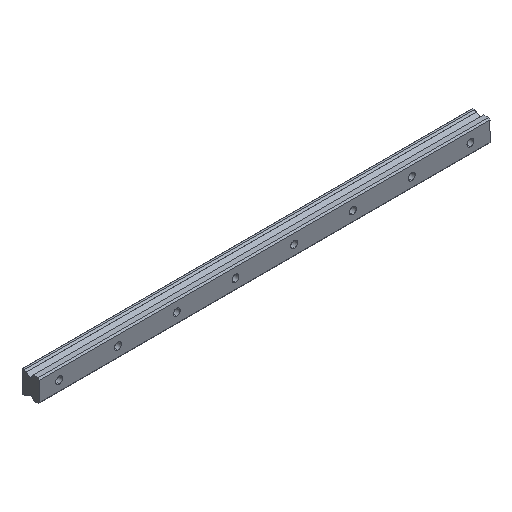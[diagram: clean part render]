
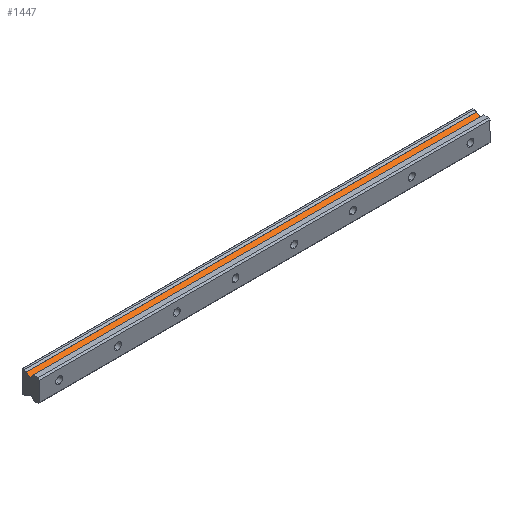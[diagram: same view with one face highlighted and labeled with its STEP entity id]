
A CAD part, isometric view. The second image highlights one B-rep face of the part: STEP entity #1447.
In plain terms, the highlighted planar face has unit normal (0, -0.499, 0.867).
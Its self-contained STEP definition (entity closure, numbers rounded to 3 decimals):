
#63 = VECTOR ( 'NONE', #1669, 1000. ) ;
#79 = FACE_OUTER_BOUND ( 'NONE', #600, .T. ) ;
#210 = CARTESIAN_POINT ( 'NONE',  ( 440., 9.514, 7.915 ) ) ;
#319 = DIRECTION ( 'NONE',  ( -1., 0., 0. ) ) ;
#327 = VERTEX_POINT ( 'NONE', #507 ) ;
#328 = VERTEX_POINT ( 'NONE', #1288 ) ;
#330 = CARTESIAN_POINT ( 'NONE',  ( 440., 9.514, 7.915 ) ) ;
#414 = ORIENTED_EDGE ( 'NONE', *, *, #1163, .T. ) ;
#425 = ORIENTED_EDGE ( 'NONE', *, *, #1843, .F. ) ;
#457 = CARTESIAN_POINT ( 'NONE',  ( 440., 13.68, 10.315 ) ) ;
#507 = CARTESIAN_POINT ( 'NONE',  ( -20., 9.514, 7.915 ) ) ;
#539 = VECTOR ( 'NONE', #735, 1000. ) ;
#600 = EDGE_LOOP ( 'NONE', ( #832, #1145, #425, #414 ) ) ;
#610 = DIRECTION ( 'NONE',  ( 0., 0.866, 0.499 ) ) ;
#617 = DIRECTION ( 'NONE',  ( 0., -0.866, -0.499 ) ) ;
#663 = CARTESIAN_POINT ( 'NONE',  ( -20., 13.68, 10.315 ) ) ;
#728 = LINE ( 'NONE', #1056, #539 ) ;
#735 = DIRECTION ( 'NONE',  ( 1., 0., 0. ) ) ;
#756 = VERTEX_POINT ( 'NONE', #457 ) ;
#832 = ORIENTED_EDGE ( 'NONE', *, *, #2061, .F. ) ;
#842 = VECTOR ( 'NONE', #319, 1000. ) ;
#1052 = VECTOR ( 'NONE', #617, 1000. ) ;
#1056 = CARTESIAN_POINT ( 'NONE',  ( 440., 13.68, 10.315 ) ) ;
#1083 = PLANE ( 'NONE',  #1796 ) ;
#1145 = ORIENTED_EDGE ( 'NONE', *, *, #2015, .F. ) ;
#1151 = LINE ( 'NONE', #330, #842 ) ;
#1163 = EDGE_CURVE ( 'NONE', #328, #327, #1337, .T. ) ;
#1288 = CARTESIAN_POINT ( 'NONE',  ( -20., 13.68, 10.315 ) ) ;
#1337 = LINE ( 'NONE', #663, #63 ) ;
#1446 = LINE ( 'NONE', #1987, #1052 ) ;
#1447 = ADVANCED_FACE ( 'NONE', ( #79 ), #1083, .F. ) ;
#1669 = DIRECTION ( 'NONE',  ( 0., -0.866, -0.499 ) ) ;
#1725 = VERTEX_POINT ( 'NONE', #210 ) ;
#1796 = AXIS2_PLACEMENT_3D ( 'NONE', #2072, #1908, #610 ) ;
#1843 = EDGE_CURVE ( 'NONE', #328, #756, #728, .T. ) ;
#1908 = DIRECTION ( 'NONE',  ( 0., 0.499, -0.866 ) ) ;
#1987 = CARTESIAN_POINT ( 'NONE',  ( 440., 13.68, 10.315 ) ) ;
#2015 = EDGE_CURVE ( 'NONE', #756, #1725, #1446, .T. ) ;
#2061 = EDGE_CURVE ( 'NONE', #1725, #327, #1151, .T. ) ;
#2072 = CARTESIAN_POINT ( 'NONE',  ( 440., 13.68, 10.315 ) ) ;
